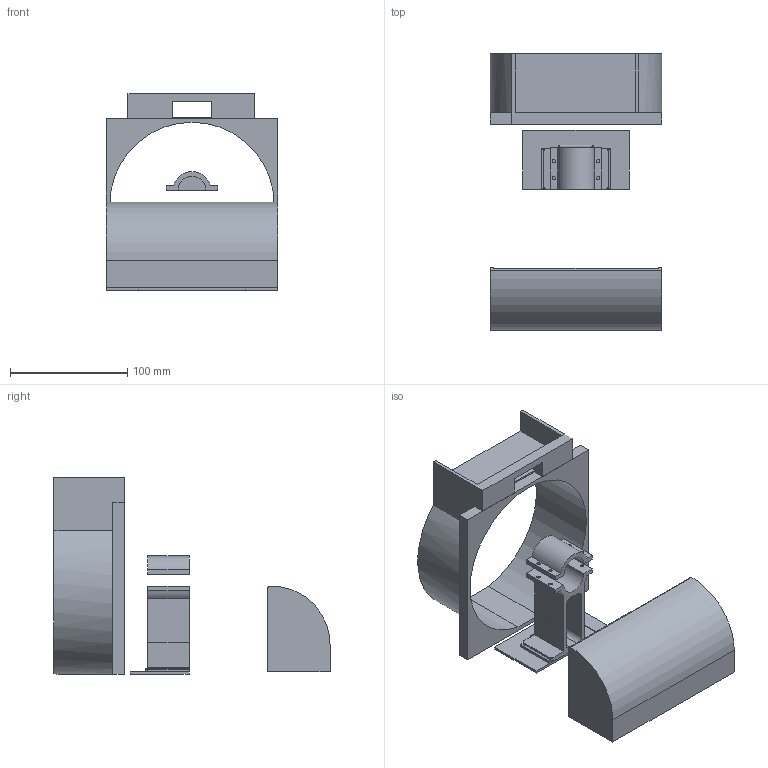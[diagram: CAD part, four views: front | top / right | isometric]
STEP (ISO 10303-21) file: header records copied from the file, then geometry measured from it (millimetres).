
FILE_DESCRIPTION(/* description */ (''),/* implementation_level */ '2;1');
FILE_NAME(/* name */ 'Duct + motor stand + weightplate holder.step',/* time_stamp */ '2026-01-28T12:20:59-06:00',/* author */ (''),/* organization */ (''),/* preprocessor_version */ 'ST-DEVELOPER v20.1',/* originating_system */ 'Autodesk Translation Framework v14.24.0.0',/* authorisation */ '');
FILE_SCHEMA (('AUTOMOTIVE_DESIGN { 1 0 10303 214 3 1 1 }'));
Length unit declared in the file: millimetre
Products named in the file (1): ductV2
Bounding box: 146 x 235 x 167.34 mm (x, y, z)
Volume: 277402.4 mm3; surface area: 168804.3 mm2
Topology: 6 solids, 6 shells, 125 faces, 331 edges, 217 vertices
Faces by surface type: plane 84, cylinder 41
Full cylindrical faces by diameter (mm): 2.8 x8
Entity records: 3974 total; most frequent: CARTESIAN_POINT 716, ORIENTED_EDGE 662, DIRECTION 656, EDGE_CURVE 331, LINE 250, VECTOR 250, VERTEX_POINT 217, AXIS2_PLACEMENT_3D 203
